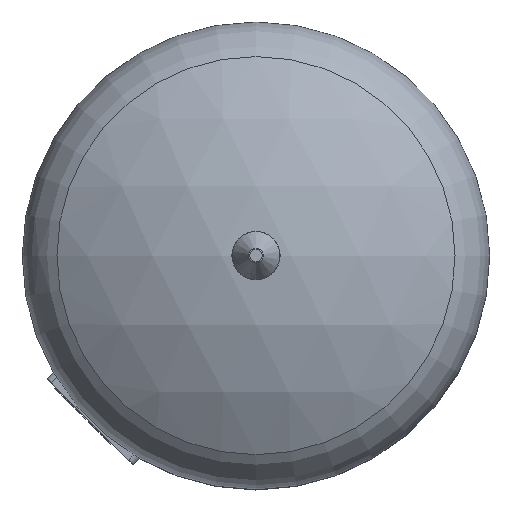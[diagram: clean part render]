
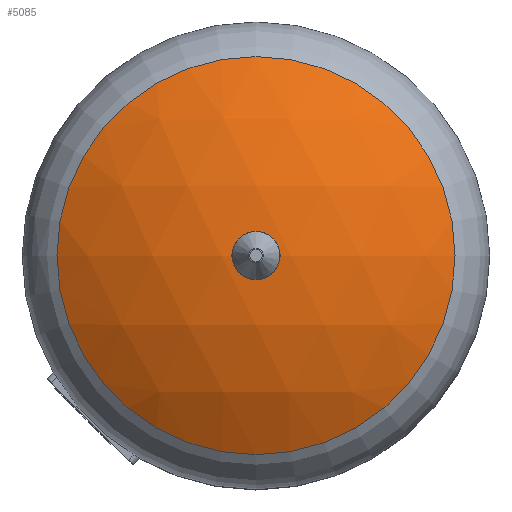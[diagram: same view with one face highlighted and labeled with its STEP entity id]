
A CAD part, top view. The second image highlights one B-rep face of the part: STEP entity #5085.
In plain terms, the highlighted spherical face has radius 284 mm.
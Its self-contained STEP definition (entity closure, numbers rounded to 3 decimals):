
#16=SPHERICAL_SURFACE($,#5608,284.);
#450=FACE_OUTER_BOUND($,#793,.T.);
#793=EDGE_LOOP($,(#4250));
#1118=CIRCLE($,#5609,150.719);
#2421=VERTEX_POINT($,#8537);
#3050=EDGE_CURVE($,#2421,#2421,#1118,.T.);
#4250=ORIENTED_EDGE($,*,*,#3050,.F.);
#5085=ADVANCED_FACE($,(#450),#16,.T.);
#5608=AXIS2_PLACEMENT_3D($,#8536,#6899,#6900);
#5609=AXIS2_PLACEMENT_3D($,#8538,#6901,#6902);
#6899=DIRECTION('center_axis',(0.,1.,0.));
#6900=DIRECTION('ref_axis',(1.,0.,0.));
#6901=DIRECTION('center_axis',(0.,0.,
-1.));
#6902=DIRECTION('ref_axis',(-1.,0.,0.));
#8536=CARTESIAN_POINT('Origin',(0.,0.,
213.));
#8537=CARTESIAN_POINT('',(-150.719,0.,453.707));
#8538=CARTESIAN_POINT('Origin',(0.,0.,
453.707));
